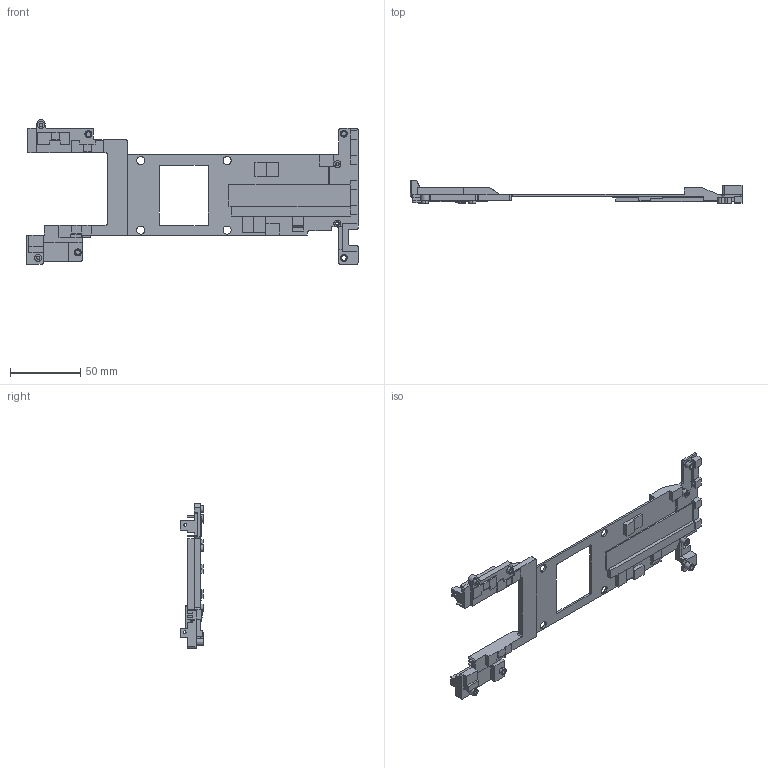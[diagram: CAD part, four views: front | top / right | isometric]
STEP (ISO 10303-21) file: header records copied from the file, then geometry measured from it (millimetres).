
FILE_DESCRIPTION (( 'STEP AP214' ), '1' );
FILE_NAME ('BCU1525_TopPlate.STEP', '2018-10-22T23:20:42', ( '' ), ( '' ), 'SwSTEP 2.0', 'SolidWorks 2016', '' );
FILE_SCHEMA (( 'AUTOMOTIVE_DESIGN' ));
Length unit declared in the file: millimetre
Products named in the file (1): VCU1525_TopPlate
Bounding box: 236.5 x 16.5 x 103.05 mm (x, y, z)
Volume: 40303.2 mm3; surface area: 34262.8 mm2
Topology: 1 solids, 1 shells, 406 faces, 1115 edges, 734 vertices
Faces by surface type: plane 268, cylinder 121, cone 17
Entity records: 13019 total; most frequent: CARTESIAN_POINT 2355, ORIENTED_EDGE 2230, DIRECTION 2126, EDGE_CURVE 1115, LINE 852, VECTOR 852, VERTEX_POINT 734, AXIS2_PLACEMENT_3D 637
